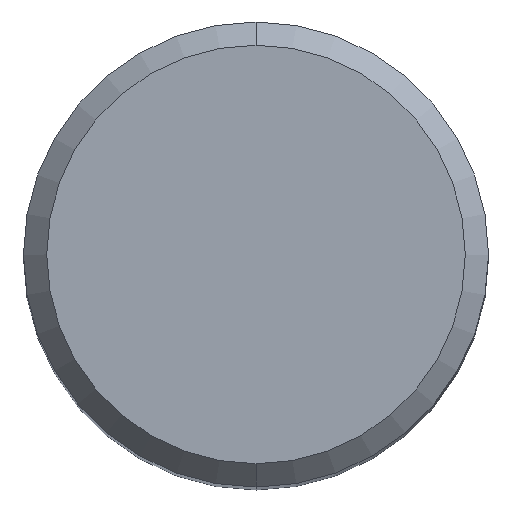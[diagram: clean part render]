
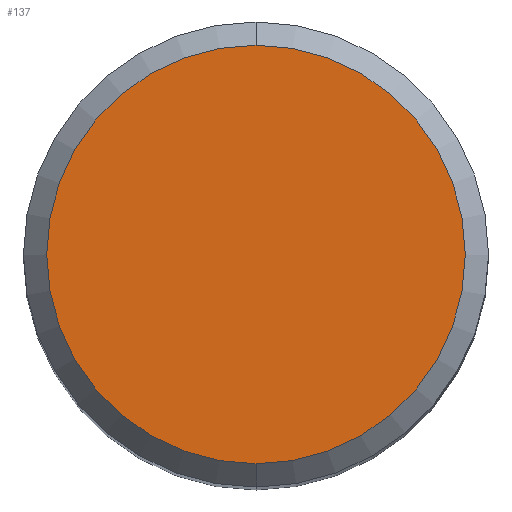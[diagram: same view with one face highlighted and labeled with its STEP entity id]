
A CAD part, top view. The second image highlights one B-rep face of the part: STEP entity #137.
In plain terms, the highlighted planar face has unit normal (0, 0, 1).
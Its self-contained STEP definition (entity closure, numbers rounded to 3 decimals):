
#113=VERTEX_POINT('',#265);
#115=EDGE_CURVE('',#173,#113,#267,.T.);
#137=ADVANCED_FACE('',(#291),#292,.T.);
#141=EDGE_CURVE('',#113,#173,#297,.T.);
#173=VERTEX_POINT('',#332);
#265=CARTESIAN_POINT('',(0.,-5.4,0.));
#267=CIRCLE('',#434,5.4);
#291=FACE_OUTER_BOUND('',#466,.T.);
#292=PLANE('',#467);
#297=CIRCLE('',#473,5.4);
#332=CARTESIAN_POINT('',(0.0,5.4,0.));
#434=AXIS2_PLACEMENT_3D('',#617,#618,#619);
#466=EDGE_LOOP('',(#648,#649));
#467=AXIS2_PLACEMENT_3D('',#650,#651,#652);
#473=AXIS2_PLACEMENT_3D('',#661,#662,#663);
#617=CARTESIAN_POINT('',(0.0,0.0,0.));
#618=DIRECTION('',(0.0,0.0,-1.0));
#619=DIRECTION('',(0.0,1.0,0.0));
#648=ORIENTED_EDGE('',*,*,#115,.F.);
#649=ORIENTED_EDGE('',*,*,#141,.F.);
#650=CARTESIAN_POINT('',(0.0,2.7,0.));
#651=DIRECTION('',(-0.0,0.0,1.0));
#652=DIRECTION('',(0.0,-1.0,0.0));
#661=CARTESIAN_POINT('',(0.0,0.0,0.));
#662=DIRECTION('',(0.0,0.0,-1.0));
#663=DIRECTION('',(0.0,1.0,0.0));
